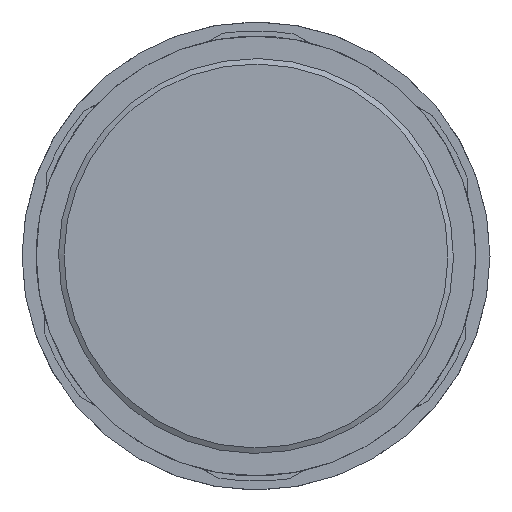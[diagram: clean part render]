
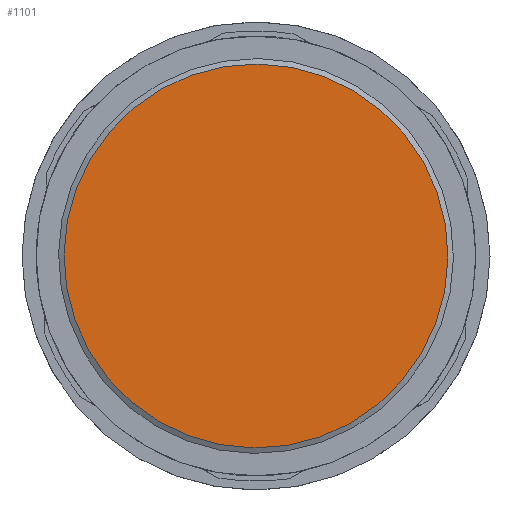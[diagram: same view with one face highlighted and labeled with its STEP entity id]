
A CAD part, front view. The second image highlights one B-rep face of the part: STEP entity #1101.
In plain terms, the highlighted planar face has unit normal (0, -1, 0).
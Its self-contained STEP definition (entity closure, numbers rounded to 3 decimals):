
#251=FACE_OUTER_BOUND('',#315,.T.);
#315=EDGE_LOOP('',(#942,#943));
#382=CIRCLE('',#1248,30.56);
#383=CIRCLE('',#1249,30.56);
#480=VERTEX_POINT('',#2037);
#481=VERTEX_POINT('',#2039);
#634=EDGE_CURVE('',#481,#480,#382,.T.);
#635=EDGE_CURVE('',#480,#481,#383,.T.);
#942=ORIENTED_EDGE('',*,*,#634,.T.);
#943=ORIENTED_EDGE('',*,*,#635,.T.);
#978=PLANE('',#1250);
#1101=ADVANCED_FACE('',(#251),#978,.T.);
#1248=AXIS2_PLACEMENT_3D('',#2040,#1567,#1568);
#1249=AXIS2_PLACEMENT_3D('',#2041,#1569,#1570);
#1250=AXIS2_PLACEMENT_3D('',#2042,#1571,#1572);
#1567=DIRECTION('center_axis',(0.,-1.,0.));
#1568=DIRECTION('ref_axis',(0.491,0.,-0.871));
#1569=DIRECTION('center_axis',(0.,-1.,0.));
#1570=DIRECTION('ref_axis',(0.491,0.,-0.871));
#1571=DIRECTION('center_axis',(0.,-1.,0.));
#1572=DIRECTION('ref_axis',(-0.871,0.,-0.491));
#2037=CARTESIAN_POINT('',(-15.003,-35.922,26.624));
#2039=CARTESIAN_POINT('',(15.003,-35.922,-26.624));
#2040=CARTESIAN_POINT('Origin',(0.,-35.922,
0.));
#2041=CARTESIAN_POINT('Origin',(0.,-35.922,
0.));
#2042=CARTESIAN_POINT('Origin',(13.967,-35.922,-24.786));
